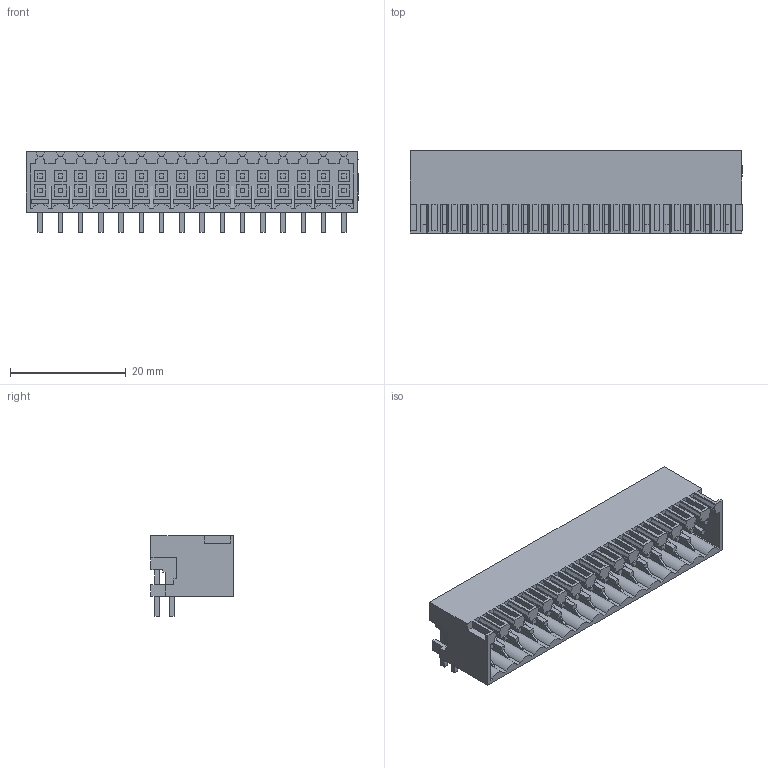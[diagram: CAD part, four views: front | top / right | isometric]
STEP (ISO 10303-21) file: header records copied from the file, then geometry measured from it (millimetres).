
FILE_DESCRIPTION(('CATIA V5 STEP Exchange','CAx-IF Rec.Pracs.--- Model Styling and Organization---1.4--- 2014-01-23'),'2;1');
FILE_NAME ('D1455071_0_1728120000_1728120000.stp','2019-02-21T15:36:30+00:00',('none'),('Weidmueller'),'CATIA Version 5-6 Release 2016 SP3 HF44','CATIA V5 STEP AP214','none');
FILE_SCHEMA(('AUTOMOTIVE_DESIGN { 1 0 10303 214 1 1 1 1 }'));
Length unit declared in the file: millimetre
Products named in the file (1): 1728120000
Bounding box: 57.4 x 14.2 x 14 mm (x, y, z)
Volume: 3905 mm3; surface area: 8452.2 mm2
Topology: 1 solids, 1 shells, 1492 faces, 4426 edges, 3031 vertices
Faces by surface type: plane 1460, cylinder 32
Entity records: 47045 total; most frequent: ORIENTED_EDGE 8852, CARTESIAN_POINT 8282, DIRECTION 6074, EDGE_CURVE 4426, VECTOR 4330, LINE 4330, VERTEX_POINT 3031, EDGE_LOOP 1587
